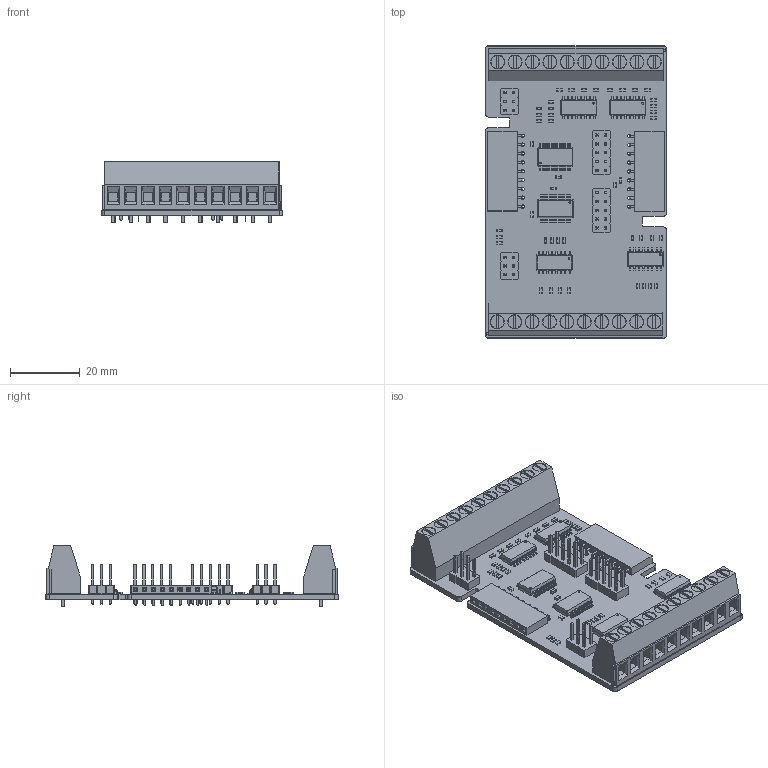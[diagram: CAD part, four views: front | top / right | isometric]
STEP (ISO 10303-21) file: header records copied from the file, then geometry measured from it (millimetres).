
FILE_DESCRIPTION(('KiCad electronic assembly'),'2;1');
FILE_NAME('IO-module-bot-V1.2-PCB.step','2025-03-15T13:25:01',('Pcbnew') ,('Kicad'),'Open CASCADE STEP processor 7.7','KiCad to STEP converter' ,'Unknown');
FILE_SCHEMA(('AUTOMOTIVE_DESIGN { 1 0 10303 214 1 1 1 1 }'));
Length unit declared in the file: millimetre
Products named in the file (18): IO-module-bot-V1.2-PCB 1; R_0603_1608Metric; PinHeader_2x03_P2.54mm_Vertical; PinHeader_2x03_P254mm_Vertical; C_0603_1608Metric; SOP-16_4.4x10.4mm_P1.27mm; SOP_16_44x104mm_P127mm; PinSocket_1x09_P2.54mm_Horizontal; PinSocket_1x09_P254mm_Horizontal; PinHeader_2x05_P2.54mm_Vertical; PinHeader_2x05_P254mm_Vertical; SSOP-28_5.3x10.2mm_P0.65mm; SSOP_28_53x102mm_P065mm; TerminalBlock_Phoenix_MKDS-1,5-10_1x10_P5.00mm_Horizontal; TerminalBlock_Phoenix_MKDS_15_10_1x10_P500mm_Horizontal; IO-module-V1_PCB
Assembly tree (67 placements, depth 3):
  IO-module-bot-V1.2-PCB 1
    R_0603_1608Metric  x42
      R_0603_1608Metric
    PinHeader_2x03_P2.54mm_Vertical  x2
      PinHeader_2x03_P254mm_Vertical
    C_0603_1608Metric  x2
      C_0603_1608Metric
    SOP-16_4.4x10.4mm_P1.27mm  x4
      SOP_16_44x104mm_P127mm
    PinSocket_1x09_P2.54mm_Horizontal  x2
      PinSocket_1x09_P254mm_Horizontal
    PinHeader_2x05_P2.54mm_Vertical  x2
      PinHeader_2x05_P254mm_Vertical
    SSOP-28_5.3x10.2mm_P0.65mm  x2
      SSOP_28_53x102mm_P065mm
    TerminalBlock_Phoenix_MKDS-1,5-10_1x10_P5.00mm_Horizontal  x2
      TerminalBlock_Phoenix_MKDS_15_10_1x10_P500mm_Horizontal
    IO-module-V1_PCB
Bounding box: 52 x 84 x 17.3 mm (x, y, z)
Volume: 18969.1 mm3; surface area: 25225.9 mm2
Topology: 59 solids, 59 shells, 5352 faces, 13838 edges, 8772 vertices
Faces by surface type: plane 4004, cylinder 1004, bspline 344
Full cylindrical faces by diameter (mm): 0.5 x6, 1 x50, 1.3 x20, 3.8 x20, 4 x20
Entity records: 71260 total; most frequent: CARTESIAN_POINT 10607, ORIENTED_EDGE 9938, DIRECTION 9389, EDGE_CURVE 4969, LINE 4069, VECTOR 4069, VERTEX_POINT 3142, AXIS2_PLACEMENT_3D 2660
